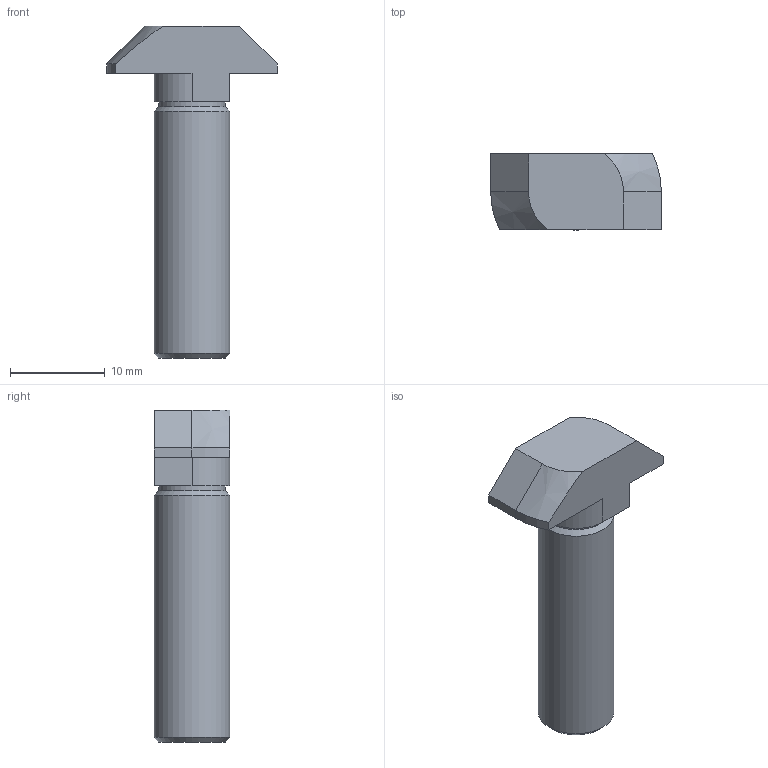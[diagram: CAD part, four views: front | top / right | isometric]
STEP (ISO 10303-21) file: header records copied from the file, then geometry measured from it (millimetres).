
FILE_DESCRIPTION(/* description */ (''),/* implementation_level */ '2;1');
FILE_NAME(/* name */ 'VITE M8 L=30 Cava 10.stp',/* time_stamp */ '2022-12-02T11:09:01+01:00',/* author */ ('tecnico7'),/* organization */ (''),/* preprocessor_version */ 'ST-DEVELOPER v18.1',/* originating_system */ 'Autodesk Inventor 2022',/* authorisation */ '');
FILE_SCHEMA (('AUTOMOTIVE_DESIGN { 1 0 10303 214 3 1 1 }'));
Length unit declared in the file: millimetre
Products named in the file (1): DVIXX0000016
Bounding box: 18 x 8 x 35 mm (x, y, z)
Volume: 2092.8 mm3; surface area: 1233.4 mm2
Topology: 1 solids, 1 shells, 23 faces, 55 edges, 35 vertices
Faces by surface type: plane 13, cylinder 6, cone 4
Full cylindrical faces by diameter (mm): 7 x1, 8 x1
Entity records: 705 total; most frequent: CARTESIAN_POINT 118, DIRECTION 116, ORIENTED_EDGE 110, EDGE_CURVE 55, AXIS2_PLACEMENT_3D 39, LINE 38, VECTOR 38, VERTEX_POINT 35
